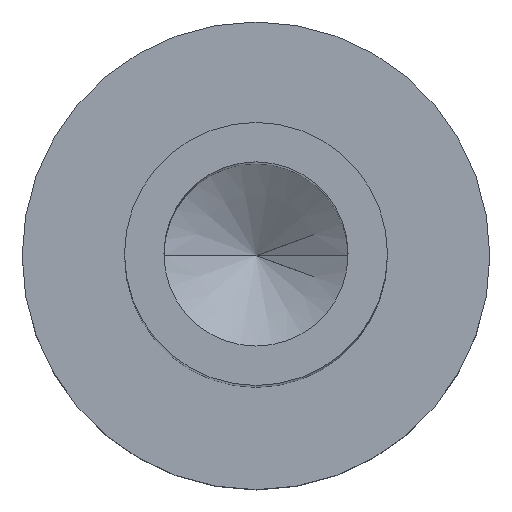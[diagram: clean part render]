
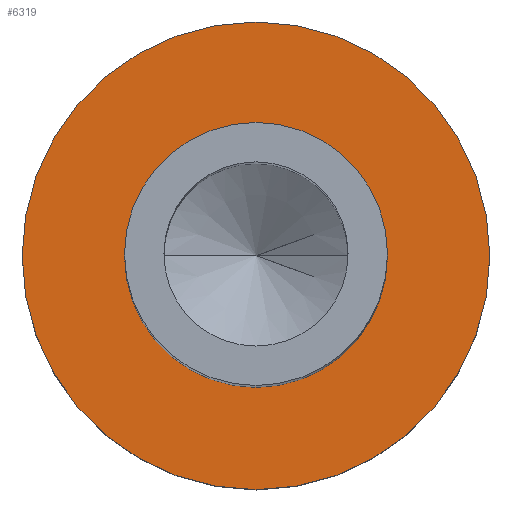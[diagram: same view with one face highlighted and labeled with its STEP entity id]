
A CAD part, top view. The second image highlights one B-rep face of the part: STEP entity #6319.
In plain terms, the highlighted planar face has unit normal (0, 0, 1).
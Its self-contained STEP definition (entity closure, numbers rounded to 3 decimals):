
#428 = ORIENTED_EDGE ( 'NONE', *, *, #1493, .F. ) ;
#1195 = DIRECTION ( 'NONE',  ( 0., 0., 1. ) ) ;
#1319 = AXIS2_PLACEMENT_3D ( 'NONE', #8321, #1195, #3851 ) ;
#1493 = EDGE_CURVE ( 'NONE', #10860, #4659, #6839, .T. ) ;
#1662 = EDGE_LOOP ( 'NONE', ( #9696, #7121 ) ) ;
#2609 = DIRECTION ( 'NONE',  ( 0., 0., -1. ) ) ;
#2660 = EDGE_CURVE ( 'NONE', #9821, #2843, #11613, .T. ) ;
#2843 = VERTEX_POINT ( 'NONE', #6329 ) ;
#2879 = ORIENTED_EDGE ( 'NONE', *, *, #11448, .F. ) ;
#2928 = DIRECTION ( 'NONE',  ( 0., 0., -1. ) ) ;
#2975 = CIRCLE ( 'NONE', #8489, 4.5 ) ;
#3058 = CARTESIAN_POINT ( 'NONE',  ( 0., 8., 6. ) ) ;
#3143 = AXIS2_PLACEMENT_3D ( 'NONE', #10275, #2928, #5661 ) ;
#3621 = CARTESIAN_POINT ( 'NONE',  ( 0., -4.5, 6. ) ) ;
#3851 = DIRECTION ( 'NONE',  ( 0., -1., 0. ) ) ;
#4148 = DIRECTION ( 'NONE',  ( 0., 0., -1. ) ) ;
#4659 = VERTEX_POINT ( 'NONE', #3058 ) ;
#4671 = CIRCLE ( 'NONE', #3143, 8. ) ;
#4753 = DIRECTION ( 'NONE',  ( 0., 0., -1. ) ) ;
#4931 = CARTESIAN_POINT ( 'NONE',  ( 0., 0., 6. ) ) ;
#5563 = CARTESIAN_POINT ( 'NONE',  ( 0., -8., 6. ) ) ;
#5661 = DIRECTION ( 'NONE',  ( 0., 1., 0. ) ) ;
#6163 = DIRECTION ( 'NONE',  ( 0., 1., 0. ) ) ;
#6223 = FACE_BOUND ( 'NONE', #1662, .T. ) ;
#6319 = ADVANCED_FACE ( 'NONE', ( #6223, #8307 ), #7446, .T. ) ;
#6329 = CARTESIAN_POINT ( 'NONE',  ( 0., 4.5, 6. ) ) ;
#6594 = AXIS2_PLACEMENT_3D ( 'NONE', #8575, #4148, #10441 ) ;
#6839 = CIRCLE ( 'NONE', #6594, 8. ) ;
#7052 = EDGE_LOOP ( 'NONE', ( #2879, #428 ) ) ;
#7121 = ORIENTED_EDGE ( 'NONE', *, *, #2660, .T. ) ;
#7446 = PLANE ( 'NONE',  #1319 ) ;
#8307 = FACE_OUTER_BOUND ( 'NONE', #7052, .T. ) ;
#8321 = CARTESIAN_POINT ( 'NONE',  ( 0., 8., 6. ) ) ;
#8489 = AXIS2_PLACEMENT_3D ( 'NONE', #4931, #4753, #9359 ) ;
#8575 = CARTESIAN_POINT ( 'NONE',  ( 0., 0., 6. ) ) ;
#9359 = DIRECTION ( 'NONE',  ( 0., 1., 0. ) ) ;
#9695 = CARTESIAN_POINT ( 'NONE',  ( 0., 0., 6. ) ) ;
#9696 = ORIENTED_EDGE ( 'NONE', *, *, #11570, .T. ) ;
#9821 = VERTEX_POINT ( 'NONE', #3621 ) ;
#10275 = CARTESIAN_POINT ( 'NONE',  ( 0., 0., 6. ) ) ;
#10441 = DIRECTION ( 'NONE',  ( 0., 1., 0. ) ) ;
#10860 = VERTEX_POINT ( 'NONE', #5563 ) ;
#10947 = AXIS2_PLACEMENT_3D ( 'NONE', #9695, #2609, #6163 ) ;
#11448 = EDGE_CURVE ( 'NONE', #4659, #10860, #4671, .T. ) ;
#11570 = EDGE_CURVE ( 'NONE', #2843, #9821, #2975, .T. ) ;
#11613 = CIRCLE ( 'NONE', #10947, 4.5 ) ;
